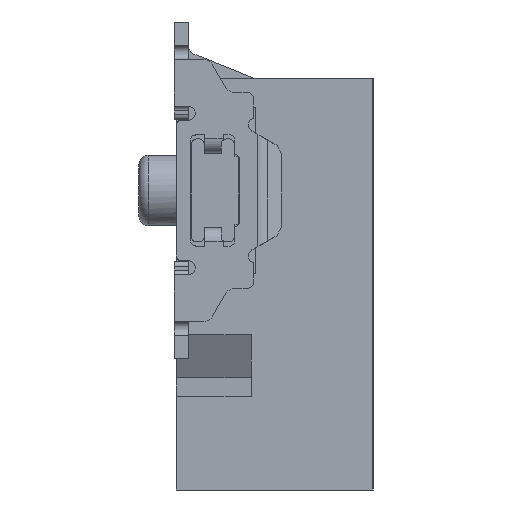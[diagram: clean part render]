
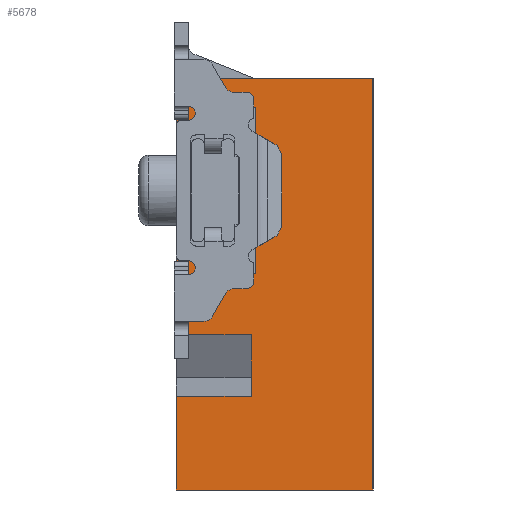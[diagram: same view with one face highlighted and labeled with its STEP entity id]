
A CAD part, left-side view. The second image highlights one B-rep face of the part: STEP entity #5678.
In plain terms, the highlighted planar face has unit normal (-1, 0, 0).
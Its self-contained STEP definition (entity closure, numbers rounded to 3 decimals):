
#535=ORIENTED_EDGE('',*,*,#2192,.T.);
#536=ORIENTED_EDGE('',*,*,#2193,.T.);
#537=ORIENTED_EDGE('',*,*,#2178,.F.);
#538=ORIENTED_EDGE('',*,*,#2194,.F.);
#539=ORIENTED_EDGE('',*,*,#2195,.F.);
#540=ORIENTED_EDGE('',*,*,#2196,.T.);
#541=ORIENTED_EDGE('',*,*,#2174,.F.);
#542=ORIENTED_EDGE('',*,*,#2197,.F.);
#543=ORIENTED_EDGE('',*,*,#2198,.T.);
#544=ORIENTED_EDGE('',*,*,#2199,.T.);
#545=ORIENTED_EDGE('',*,*,#2184,.F.);
#546=ORIENTED_EDGE('',*,*,#2200,.T.);
#547=ORIENTED_EDGE('',*,*,#2201,.T.);
#548=ORIENTED_EDGE('',*,*,#2202,.T.);
#549=ORIENTED_EDGE('',*,*,#2203,.T.);
#550=ORIENTED_EDGE('',*,*,#2204,.T.);
#2174=EDGE_CURVE('',#3002,#3003,#3541,.T.);
#2178=EDGE_CURVE('',#3006,#3007,#3545,.T.);
#2184=EDGE_CURVE('',#3012,#3013,#3550,.T.);
#2192=EDGE_CURVE('',#3020,#3021,#3558,.T.);
#2193=EDGE_CURVE('',#3021,#3007,#3559,.T.);
#2194=EDGE_CURVE('',#3022,#3006,#3560,.T.);
#2195=EDGE_CURVE('',#3023,#3022,#3561,.T.);
#2196=EDGE_CURVE('',#3023,#3003,#3562,.T.);
#2197=EDGE_CURVE('',#3024,#3002,#3563,.T.);
#2198=EDGE_CURVE('',#3024,#3025,#3564,.T.);
#2199=EDGE_CURVE('',#3025,#3013,#3565,.T.);
#2200=EDGE_CURVE('',#3012,#3026,#3566,.T.);
#2201=EDGE_CURVE('',#3026,#3027,#3567,.T.);
#2202=EDGE_CURVE('',#3027,#3028,#3568,.T.);
#2203=EDGE_CURVE('',#3028,#3029,#3569,.T.);
#2204=EDGE_CURVE('',#3029,#3020,#3570,.T.);
#3002=VERTEX_POINT('',#8307);
#3003=VERTEX_POINT('',#8309);
#3006=VERTEX_POINT('',#8315);
#3007=VERTEX_POINT('',#8317);
#3012=VERTEX_POINT('',#8327);
#3013=VERTEX_POINT('',#8329);
#3020=VERTEX_POINT('',#8345);
#3021=VERTEX_POINT('',#8346);
#3022=VERTEX_POINT('',#8349);
#3023=VERTEX_POINT('',#8351);
#3024=VERTEX_POINT('',#8354);
#3025=VERTEX_POINT('',#8356);
#3026=VERTEX_POINT('',#8359);
#3027=VERTEX_POINT('',#8361);
#3028=VERTEX_POINT('',#8363);
#3029=VERTEX_POINT('',#8365);
#3541=LINE('',#8308,#4200);
#3545=LINE('',#8316,#4204);
#3550=LINE('',#8328,#4209);
#3558=LINE('',#8344,#4217);
#3559=LINE('',#8347,#4218);
#3560=LINE('',#8348,#4219);
#3561=LINE('',#8350,#4220);
#3562=LINE('',#8352,#4221);
#3563=LINE('',#8353,#4222);
#3564=LINE('',#8355,#4223);
#3565=LINE('',#8357,#4224);
#3566=LINE('',#8358,#4225);
#3567=LINE('',#8360,#4226);
#3568=LINE('',#8362,#4227);
#3569=LINE('',#8364,#4228);
#3570=LINE('',#8366,#4229);
#4200=VECTOR('',#6584,1000.);
#4204=VECTOR('',#6588,1000.);
#4209=VECTOR('',#6595,1000.);
#4217=VECTOR('',#6605,1000.);
#4218=VECTOR('',#6606,1000.);
#4219=VECTOR('',#6607,1000.);
#4220=VECTOR('',#6608,1000.);
#4221=VECTOR('',#6609,1000.);
#4222=VECTOR('',#6610,1000.);
#4223=VECTOR('',#6611,1000.);
#4224=VECTOR('',#6612,1000.);
#4225=VECTOR('',#6613,1000.);
#4226=VECTOR('',#6614,1000.);
#4227=VECTOR('',#6615,1000.);
#4228=VECTOR('',#6616,1000.);
#4229=VECTOR('',#6617,1000.);
#4843=EDGE_LOOP('',(#535,#536,#537,#538,#539,#540,#541,#542,#543,#544,#545,
#546,#547,#548,#549,#550));
#5152=FACE_BOUND('',#4843,.T.);
#5461=PLANE('',#6033);
#5678=ADVANCED_FACE('',(#5152),#5461,.T.);
#6033=AXIS2_PLACEMENT_3D('',#8343,#6603,#6604);
#6584=DIRECTION('',(0.,-1.,0.));
#6588=DIRECTION('',(0.,-1.,0.));
#6595=DIRECTION('',(0.,-1.,0.));
#6603=DIRECTION('',(-1.,0.,0.));
#6604=DIRECTION('',(0.,0.,1.));
#6605=DIRECTION('',(0.,-1.,0.));
#6606=DIRECTION('',(0.,0.,1.));
#6607=DIRECTION('',(0.,0.,1.));
#6608=DIRECTION('',(0.,-1.,0.));
#6609=DIRECTION('',(0.,0.,1.));
#6610=DIRECTION('',(0.,0.,1.));
#6611=DIRECTION('',(0.,-1.,0.));
#6612=DIRECTION('',(0.,0.,1.));
#6613=DIRECTION('',(0.,0.,-1.));
#6614=DIRECTION('',(0.,-1.,0.));
#6615=DIRECTION('',(0.,0.,-1.));
#6616=DIRECTION('',(0.,1.,0.));
#6617=DIRECTION('',(0.,0.,1.));
#8307=CARTESIAN_POINT('',(0.,0.,0.));
#8308=CARTESIAN_POINT('',(0.,0.,0.));
#8309=CARTESIAN_POINT('',(0.,-2.,0.));
#8315=CARTESIAN_POINT('',(0.,-3.318,0.));
#8316=CARTESIAN_POINT('',(0.,0.,0.));
#8317=CARTESIAN_POINT('',(0.,-5.23,0.));
#8327=CARTESIAN_POINT('',(0.,-7.57,0.));
#8328=CARTESIAN_POINT('',(0.,0.,0.));
#8329=CARTESIAN_POINT('',(0.,-8.8,0.));
#8343=CARTESIAN_POINT('',(0.,0.,-4.2));
#8344=CARTESIAN_POINT('',(0.,-4.63,-0.4));
#8345=CARTESIAN_POINT('',(0.,-4.63,-0.4));
#8346=CARTESIAN_POINT('',(0.,-5.23,-0.4));
#8347=CARTESIAN_POINT('',(0.,-5.23,-0.4));
#8348=CARTESIAN_POINT('',(0.,-3.318,-1.6));
#8349=CARTESIAN_POINT('',(0.,-3.318,-1.6));
#8350=CARTESIAN_POINT('',(0.,-2.,-1.6));
#8351=CARTESIAN_POINT('',(0.,-2.,-1.6));
#8352=CARTESIAN_POINT('',(0.,-2.,-1.6));
#8353=CARTESIAN_POINT('',(0.,0.,-4.2));
#8354=CARTESIAN_POINT('',(0.,0.,-4.2));
#8355=CARTESIAN_POINT('',(0.,0.,-4.2));
#8356=CARTESIAN_POINT('',(0.,-8.8,-4.2));
#8357=CARTESIAN_POINT('',(0.,-8.8,-4.2));
#8358=CARTESIAN_POINT('',(0.,-7.57,0.));
#8359=CARTESIAN_POINT('',(0.,-7.57,-0.4));
#8360=CARTESIAN_POINT('',(0.,-7.57,-0.4));
#8361=CARTESIAN_POINT('',(0.,-8.17,-0.4));
#8362=CARTESIAN_POINT('',(0.,-8.17,-0.4));
#8363=CARTESIAN_POINT('',(0.,-8.17,-1.7));
#8364=CARTESIAN_POINT('',(0.,-8.17,-1.7));
#8365=CARTESIAN_POINT('',(0.,-4.63,-1.7));
#8366=CARTESIAN_POINT('',(0.,-4.63,-1.7));
